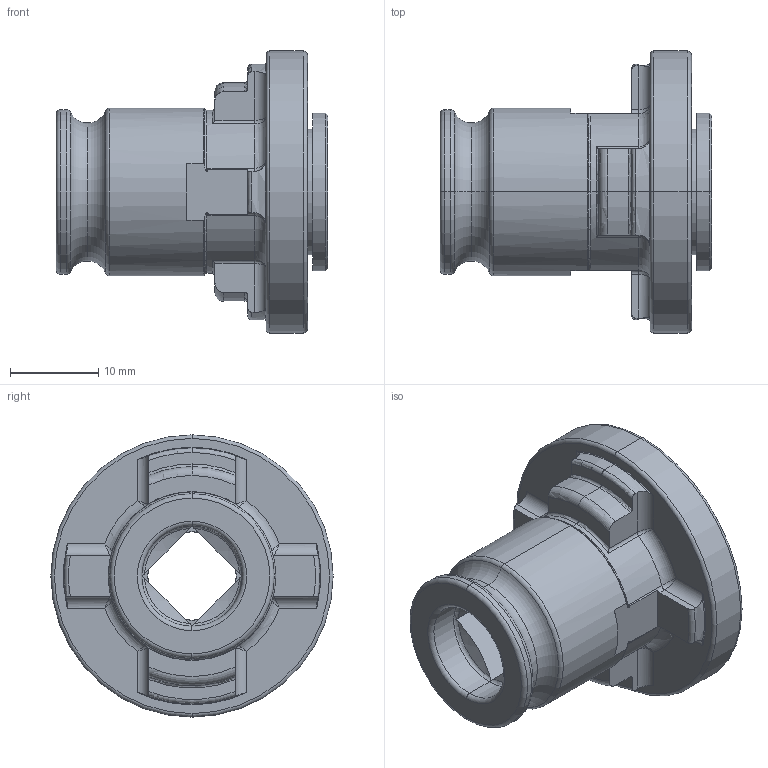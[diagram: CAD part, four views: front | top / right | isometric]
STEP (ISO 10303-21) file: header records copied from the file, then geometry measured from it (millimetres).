
FILE_DESCRIPTION (( 'STEP AP214' ), '1' );
FILE_NAME ('Go1.U10.K31.007.STEP', '2015-02-16T07:30:52', ( 'SWIAdmin' ), ( 'Hewlett-Packard Company' ), 'SwSTEP 2.0', 'SolidWorks 2012', '' );
FILE_SCHEMA (( 'AUTOMOTIVE_DESIGN' ));
Length unit declared in the file: millimetre
Products named in the file (1): Go1.U10.K31.007
Bounding box: 30.8 x 32 x 32 mm (x, y, z)
Volume: 8171.4 mm3; surface area: 4952.3 mm2
Topology: 1 solids, 1 shells, 148 faces, 362 edges, 212 vertices
Faces by surface type: torus 55, cylinder 43, plane 36, bspline 8, sphere 4, cone 2
Entity records: 6314 total; most frequent: CARTESIAN_POINT 1537, DIRECTION 725, ORIENTED_EDGE 708, EDGE_CURVE 354, AXIS2_PLACEMENT_3D 310, VERTEX_POINT 212, CIRCLE 169, EDGE_LOOP 154
